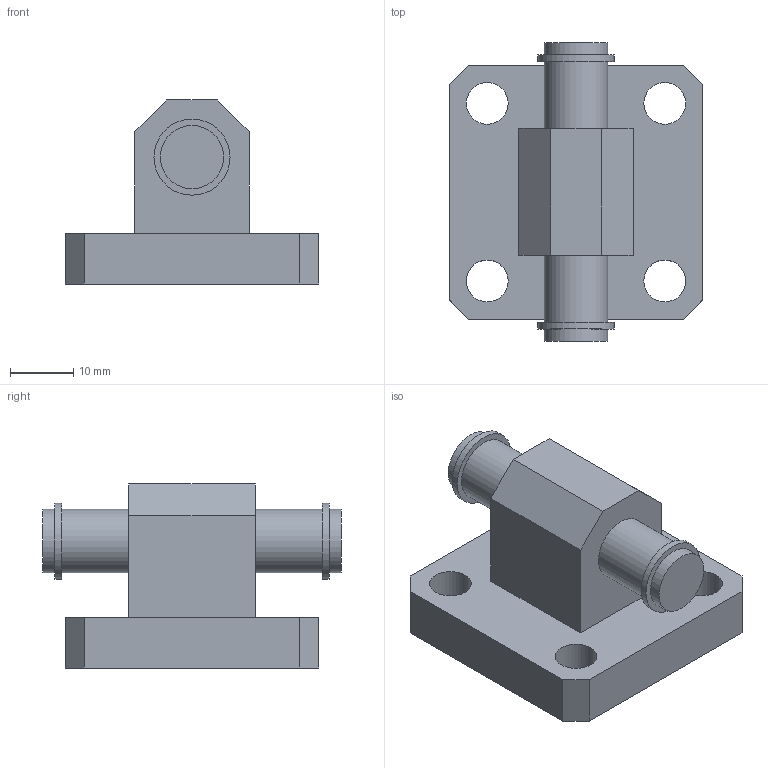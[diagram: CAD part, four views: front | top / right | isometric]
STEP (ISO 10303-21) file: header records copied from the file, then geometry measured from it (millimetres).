
FILE_DESCRIPTION(/* description */ (''),/* implementation_level */ '2;1');
FILE_NAME(/* name */ '1500_25_09-1F.stp',/* time_stamp */ '2018-09-21T14:27:31+02:00',/* author */ ('maniean1'),/* organization */ ('Pneumax S.p.A.'),/* preprocessor_version */ 'ST-DEVELOPER v17',/* originating_system */ 'Autodesk Inventor 2019',/* authorisation */ '');
FILE_SCHEMA (('AUTOMOTIVE_DESIGN { 1 0 10303 214 3 1 1 }'));
Length unit declared in the file: millimetre
Products named in the file (1): 1500_25_09-1F
Bounding box: 40 x 47 x 29 mm (x, y, z)
Volume: 20817.8 mm3; surface area: 7206.7 mm2
Topology: 1 solids, 1 shells, 33 faces, 74 edges, 50 vertices
Faces by surface type: plane 23, cylinder 10
Full cylindrical faces by diameter (mm): 6.6 x4, 10 x4, 12 x2
Entity records: 981 total; most frequent: DIRECTION 164, CARTESIAN_POINT 158, ORIENTED_EDGE 148, EDGE_CURVE 74, AXIS2_PLACEMENT_3D 56, LINE 52, VECTOR 52, VERTEX_POINT 50
